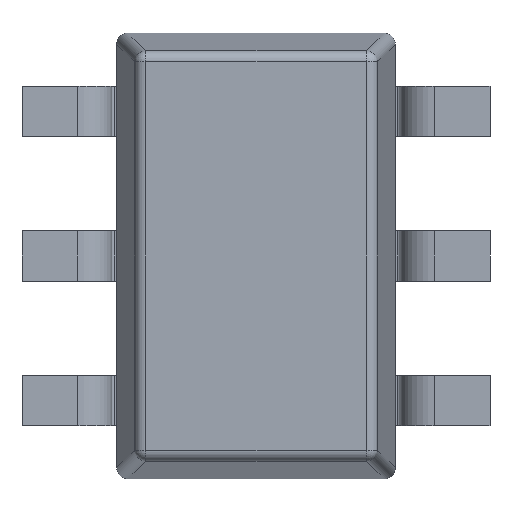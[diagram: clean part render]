
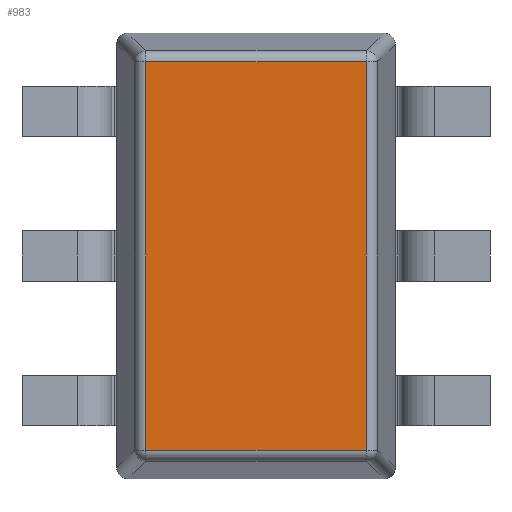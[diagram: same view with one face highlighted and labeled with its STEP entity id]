
A CAD part, front view. The second image highlights one B-rep face of the part: STEP entity #983.
In plain terms, the highlighted planar face has unit normal (0, -1, 0).
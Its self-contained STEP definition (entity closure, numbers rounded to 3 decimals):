
#71 = VERTEX_POINT ( 'NONE', #271 ) ;
#75 = EDGE_CURVE ( 'NONE', #1454, #177, #1769, .T. ) ;
#177 = VERTEX_POINT ( 'NONE', #1244 ) ;
#206 = EDGE_LOOP ( 'NONE', ( #3071, #2487, #1042, #2263 ) ) ;
#271 = CARTESIAN_POINT ( 'NONE',  ( -0.496, 0.1, 0.871 ) ) ;
#461 = FACE_OUTER_BOUND ( 'NONE', #206, .T. ) ;
#720 = AXIS2_PLACEMENT_3D ( 'NONE', #2660, #3906, #1107 ) ;
#768 = PLANE ( 'NONE',  #720 ) ;
#816 = VERTEX_POINT ( 'NONE', #3321 ) ;
#983 = ADVANCED_FACE ( 'NONE', ( #461 ), #768, .T. ) ;
#1042 = ORIENTED_EDGE ( 'NONE', *, *, #75, .T. ) ;
#1067 = VECTOR ( 'NONE', #3957, 1000. ) ;
#1107 = DIRECTION ( 'NONE',  ( 0., 0., -1. ) ) ;
#1204 = DIRECTION ( 'NONE',  ( 1., 0., 0. ) ) ;
#1244 = CARTESIAN_POINT ( 'NONE',  ( 0.496, 0.1, -0.871 ) ) ;
#1312 = CARTESIAN_POINT ( 'NONE',  ( -0.496, 0.1, -0.871 ) ) ;
#1454 = VERTEX_POINT ( 'NONE', #1312 ) ;
#1526 = EDGE_CURVE ( 'NONE', #71, #1454, #1800, .T. ) ;
#1769 = LINE ( 'NONE', #4000, #2878 ) ;
#1800 = LINE ( 'NONE', #3041, #1067 ) ;
#1837 = LINE ( 'NONE', #3615, #2252 ) ;
#1937 = EDGE_CURVE ( 'NONE', #177, #816, #1837, .T. ) ;
#2041 = VECTOR ( 'NONE', #2267, 1000. ) ;
#2252 = VECTOR ( 'NONE', #3838, 1000. ) ;
#2263 = ORIENTED_EDGE ( 'NONE', *, *, #1937, .T. ) ;
#2267 = DIRECTION ( 'NONE',  ( -1., 0., 0. ) ) ;
#2487 = ORIENTED_EDGE ( 'NONE', *, *, #1526, .T. ) ;
#2621 = CARTESIAN_POINT ( 'NONE',  ( -0.539, 0.1, 0.871 ) ) ;
#2660 = CARTESIAN_POINT ( 'NONE',  ( 0., 0.1, 0. ) ) ;
#2878 = VECTOR ( 'NONE', #1204, 1000. ) ;
#3041 = CARTESIAN_POINT ( 'NONE',  ( -0.496, 0.1, -0.914 ) ) ;
#3071 = ORIENTED_EDGE ( 'NONE', *, *, #3324, .T. ) ;
#3176 = LINE ( 'NONE', #2621, #2041 ) ;
#3321 = CARTESIAN_POINT ( 'NONE',  ( 0.496, 0.1, 0.871 ) ) ;
#3324 = EDGE_CURVE ( 'NONE', #816, #71, #3176, .T. ) ;
#3615 = CARTESIAN_POINT ( 'NONE',  ( 0.496, 0.1, 0.914 ) ) ;
#3838 = DIRECTION ( 'NONE',  ( 0., 0., 1. ) ) ;
#3906 = DIRECTION ( 'NONE',  ( 0., -1., 0. ) ) ;
#3957 = DIRECTION ( 'NONE',  ( 0., 0., -1. ) ) ;
#4000 = CARTESIAN_POINT ( 'NONE',  ( 0.539, 0.1, -0.871 ) ) ;
